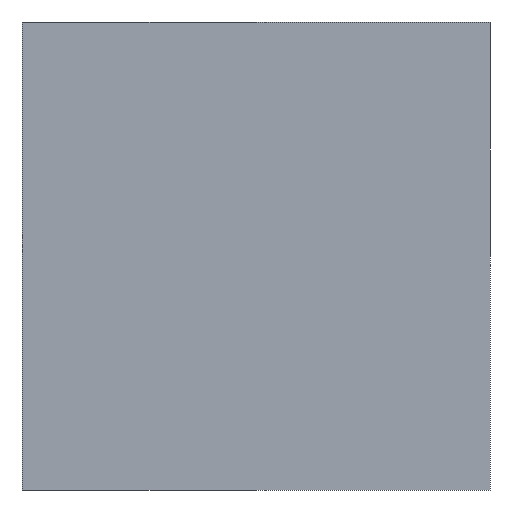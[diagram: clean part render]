
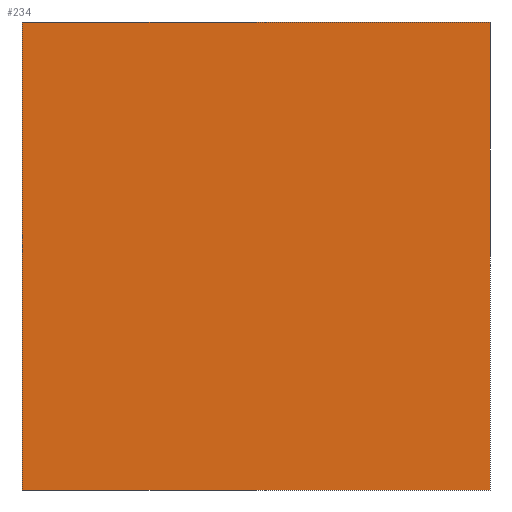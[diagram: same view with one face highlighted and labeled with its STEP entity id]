
A CAD part, front view. The second image highlights one B-rep face of the part: STEP entity #234.
In plain terms, the highlighted planar face has unit normal (0, -1, 0).
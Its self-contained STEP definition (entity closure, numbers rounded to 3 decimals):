
#117 = EDGE_CURVE('',#118,#120,#122,.T.);
#118 = VERTEX_POINT('',#119);
#119 = CARTESIAN_POINT('',(-7.4,-2.,0.));
#120 = VERTEX_POINT('',#121);
#121 = CARTESIAN_POINT('',(-7.4,-2.,14.8));
#122 = LINE('',#123,#124);
#123 = CARTESIAN_POINT('',(-7.4,-2.,0.));
#124 = VECTOR('',#125,1.);
#125 = DIRECTION('',(0.,0.,1.));
#149 = EDGE_CURVE('',#118,#150,#152,.T.);
#150 = VERTEX_POINT('',#151);
#151 = CARTESIAN_POINT('',(7.4,-2.,0.));
#152 = LINE('',#153,#154);
#153 = CARTESIAN_POINT('',(-7.4,-2.,0.));
#154 = VECTOR('',#155,1.);
#155 = DIRECTION('',(1.,0.,0.));
#173 = EDGE_CURVE('',#120,#174,#176,.T.);
#174 = VERTEX_POINT('',#175);
#175 = CARTESIAN_POINT('',(7.4,-2.,14.8));
#176 = LINE('',#177,#178);
#177 = CARTESIAN_POINT('',(-7.4,-2.,14.8));
#178 = VECTOR('',#179,1.);
#179 = DIRECTION('',(1.,0.,0.));
#196 = EDGE_CURVE('',#150,#174,#197,.T.);
#197 = LINE('',#198,#199);
#198 = CARTESIAN_POINT('',(7.4,-2.,0.));
#199 = VECTOR('',#200,1.);
#200 = DIRECTION('',(0.,0.,1.));
#234 = ADVANCED_FACE('',(#235),#241,.F.);
#235 = FACE_BOUND('',#236,.F.);
#236 = EDGE_LOOP('',(#237,#238,#239,#240));
#237 = ORIENTED_EDGE('',*,*,#117,.T.);
#238 = ORIENTED_EDGE('',*,*,#173,.T.);
#239 = ORIENTED_EDGE('',*,*,#196,.F.);
#240 = ORIENTED_EDGE('',*,*,#149,.F.);
#241 = PLANE('',#242);
#242 = AXIS2_PLACEMENT_3D('',#243,#244,#245);
#243 = CARTESIAN_POINT('',(-7.4,-2.,0.));
#244 = DIRECTION('',(0.,1.,0.));
#245 = DIRECTION('',(1.,0.,0.));
